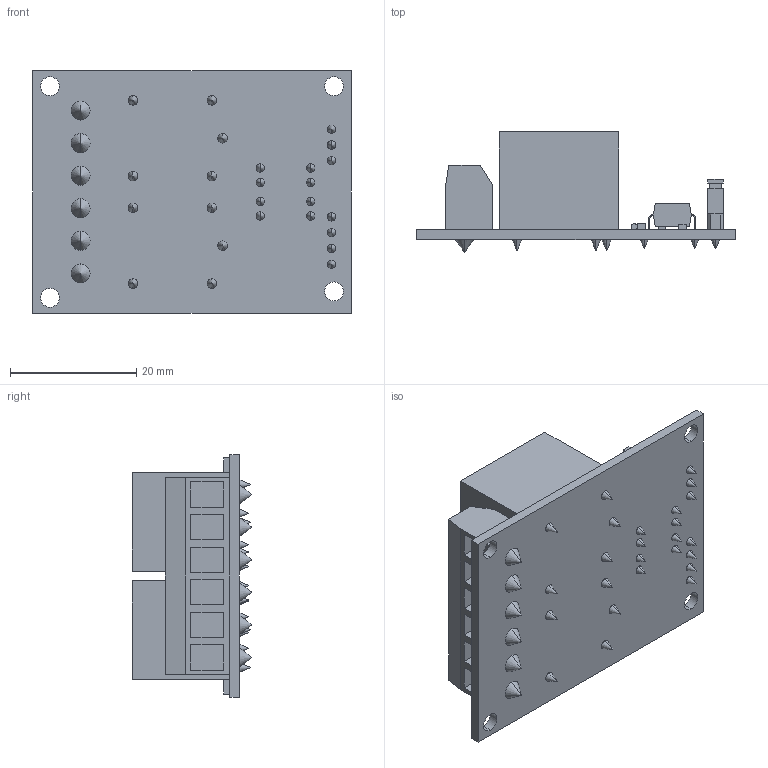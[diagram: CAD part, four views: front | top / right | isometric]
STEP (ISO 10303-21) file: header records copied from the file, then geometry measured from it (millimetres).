
FILE_DESCRIPTION (( 'STEP AP214' ), '1' );
FILE_NAME ('RelayModule_(2).STEP', '2024-09-04T12:10:05', ( '' ), ( '' ), 'SwSTEP 2.0', 'SolidWorks 2022', '' );
FILE_SCHEMA (( 'AUTOMOTIVE_DESIGN' ));
Length unit declared in the file: millimetre
Products named in the file (1): RelayModule_(2)
Bounding box: 50.5 x 19 x 38.4 mm (x, y, z)
Volume: 14309.4 mm3; surface area: 8209.6 mm2
Topology: 3 solids, 3 shells, 530 faces, 1346 edges, 888 vertices
Faces by surface type: plane 424, cone 62, cylinder 44
Entity records: 21053 total; most frequent: CARTESIAN_POINT 2765, ORIENTED_EDGE 2692, DIRECTION 2620, EDGE_CURVE 1346, VECTOR 1134, LINE 1134, VERTEX_POINT 888, AXIS2_PLACEMENT_3D 743
